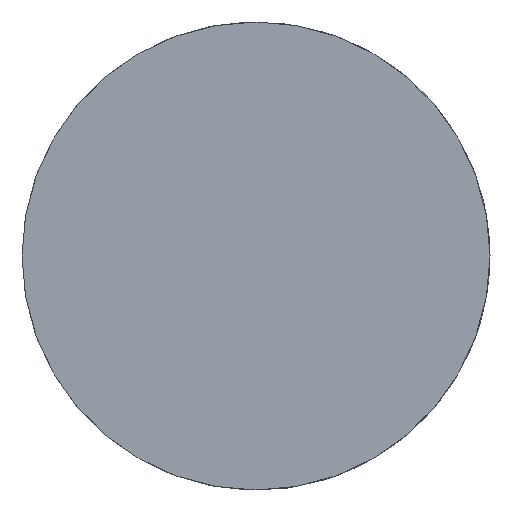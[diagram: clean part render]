
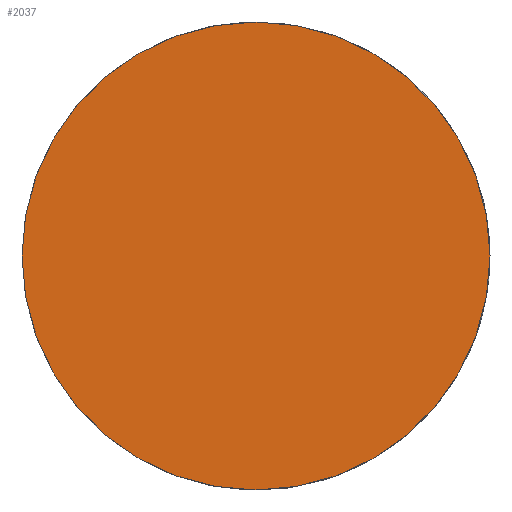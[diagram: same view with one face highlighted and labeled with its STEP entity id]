
A CAD part, top view. The second image highlights one B-rep face of the part: STEP entity #2037.
In plain terms, the highlighted planar face has unit normal (0, 0, 1).
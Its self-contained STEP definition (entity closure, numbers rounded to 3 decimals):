
#1957=CARTESIAN_POINT('',(-84.446,175.0,61.176));
#1958=VERTEX_POINT('',#1957);
#1959=CARTESIAN_POINT('',(-84.446,-175.,61.176));
#1960=VERTEX_POINT('',#1959);
#1961=CARTESIAN_POINT('',(-84.446,0.,61.176));
#1962=DIRECTION('',(0.,0.,-1.0));
#1963=DIRECTION('',(0.,1.0,0.));
#1964=AXIS2_PLACEMENT_3D('',#1961,#1962,#1963);
#1965=CIRCLE('',#1964,175.0);
#1966=EDGE_CURVE('',#1958,#1960,#1965,.T.);
#1968=CARTESIAN_POINT('',(-84.446,0.,61.176));
#1969=DIRECTION('',(0.,0.,-1.0));
#1970=DIRECTION('',(0.,1.0,0.));
#1971=AXIS2_PLACEMENT_3D('',#1968,#1969,#1970);
#1972=CIRCLE('',#1971,175.0);
#1973=EDGE_CURVE('',#1960,#1958,#1972,.T.);
#2028=CARTESIAN_POINT('',(-294.446,-210.,61.176));
#2029=DIRECTION('',(0.0,0.0,-1.0));
#2030=DIRECTION('',(0.0,1.0,0.0));
#2031=AXIS2_PLACEMENT_3D('',#2028,#2029,#2030);
#2032=PLANE('',#2031);
#2033=ORIENTED_EDGE('',*,*,#1973,.F.);
#2034=ORIENTED_EDGE('',*,*,#1966,.F.);
#2035=EDGE_LOOP('',(#2033,#2034));
#2036=FACE_OUTER_BOUND('',#2035,.T.);
#2037=ADVANCED_FACE('',(#2036),#2032,.F.);
